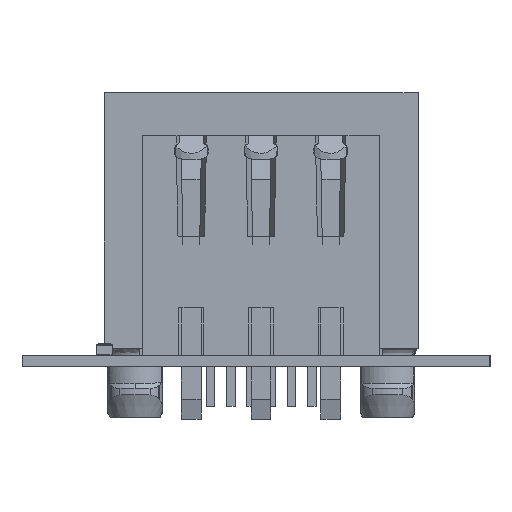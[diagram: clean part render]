
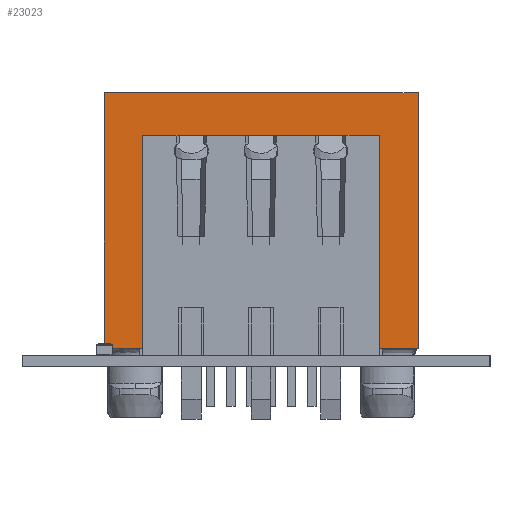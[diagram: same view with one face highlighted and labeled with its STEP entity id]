
A CAD part, left-side view. The second image highlights one B-rep face of the part: STEP entity #23023.
In plain terms, the highlighted face is planar.
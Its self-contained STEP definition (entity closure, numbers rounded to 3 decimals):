
#8808 = EDGE_CURVE('',#8809,#8811,#8813,.T.);
#8809 = VERTEX_POINT('',#8810);
#8810 = CARTESIAN_POINT('',(2.403,7.493,0.381));
#8811 = VERTEX_POINT('',#8812);
#8812 = CARTESIAN_POINT('',(2.403,7.493,2.231));
#8813 = LINE('',#8814,#8815);
#8814 = CARTESIAN_POINT('',(2.403,7.493,6.795)
  );
#8815 = VECTOR('',#8816,1.);
#8816 = DIRECTION('',(0.,0.,1.));
#22680 = EDGE_CURVE('',#22681,#22683,#22685,.T.);
#22681 = VERTEX_POINT('',#22682);
#22682 = CARTESIAN_POINT('',(7.862,7.493,13.208));
#22683 = VERTEX_POINT('',#22684);
#22684 = CARTESIAN_POINT('',(-7.886,7.493,13.208));
#22685 = LINE('',#22686,#22687);
#22686 = CARTESIAN_POINT('',(-0.012,7.493,
    13.208));
#22687 = VECTOR('',#22688,1.);
#22688 = DIRECTION('',(-1.,0.,0.));
#22973 = EDGE_CURVE('',#22683,#22974,#22976,.T.);
#22974 = VERTEX_POINT('',#22975);
#22975 = CARTESIAN_POINT('',(-7.886,7.493,0.381));
#22976 = LINE('',#22977,#22978);
#22977 = CARTESIAN_POINT('',(-7.886,7.493,6.795)
  );
#22978 = VECTOR('',#22979,1.);
#22979 = DIRECTION('',(0.,0.,-1.));
#23023 = ADVANCED_FACE('',(#23024),#23065,.T.);
#23024 = FACE_BOUND('',#23025,.T.);
#23025 = EDGE_LOOP('',(#23026,#23027,#23035,#23043,#23049,#23050,#23051,
    #23059));
#23026 = ORIENTED_EDGE('',*,*,#8808,.T.);
#23027 = ORIENTED_EDGE('',*,*,#23028,.T.);
#23028 = EDGE_CURVE('',#8811,#23029,#23031,.T.);
#23029 = VERTEX_POINT('',#23030);
#23030 = CARTESIAN_POINT('',(-2.558,7.493,2.231)
  );
#23031 = LINE('',#23032,#23033);
#23032 = CARTESIAN_POINT('',(-0.012,7.493,
    2.231));
#23033 = VECTOR('',#23034,1.);
#23034 = DIRECTION('',(-1.,0.,0.));
#23035 = ORIENTED_EDGE('',*,*,#23036,.T.);
#23036 = EDGE_CURVE('',#23029,#23037,#23039,.T.);
#23037 = VERTEX_POINT('',#23038);
#23038 = CARTESIAN_POINT('',(-2.558,7.493,0.381));
#23039 = LINE('',#23040,#23041);
#23040 = CARTESIAN_POINT('',(-2.558,7.493,6.795
    ));
#23041 = VECTOR('',#23042,1.);
#23042 = DIRECTION('',(0.,0.,-1.));
#23043 = ORIENTED_EDGE('',*,*,#23044,.T.);
#23044 = EDGE_CURVE('',#23037,#22974,#23045,.T.);
#23045 = LINE('',#23046,#23047);
#23046 = CARTESIAN_POINT('',(7.862,7.493,0.381)
  );
#23047 = VECTOR('',#23048,1.);
#23048 = DIRECTION('',(-1.,0.,0.));
#23049 = ORIENTED_EDGE('',*,*,#22973,.F.);
#23050 = ORIENTED_EDGE('',*,*,#22680,.F.);
#23051 = ORIENTED_EDGE('',*,*,#23052,.T.);
#23052 = EDGE_CURVE('',#22681,#23053,#23055,.T.);
#23053 = VERTEX_POINT('',#23054);
#23054 = CARTESIAN_POINT('',(7.862,7.493,0.381));
#23055 = LINE('',#23056,#23057);
#23056 = CARTESIAN_POINT('',(7.862,7.493,6.795)
  );
#23057 = VECTOR('',#23058,1.);
#23058 = DIRECTION('',(0.,0.,-1.));
#23059 = ORIENTED_EDGE('',*,*,#23060,.T.);
#23060 = EDGE_CURVE('',#23053,#8809,#23061,.T.);
#23061 = LINE('',#23062,#23063);
#23062 = CARTESIAN_POINT('',(7.862,7.493,0.381)
  );
#23063 = VECTOR('',#23064,1.);
#23064 = DIRECTION('',(-1.,0.,0.));
#23065 = PLANE('',#23066);
#23066 = AXIS2_PLACEMENT_3D('',#23067,#23068,#23069);
#23067 = CARTESIAN_POINT('',(7.862,7.493,0.381));
#23068 = DIRECTION('',(0.,1.,0.));
#23069 = DIRECTION('',(1.,0.,0.));
